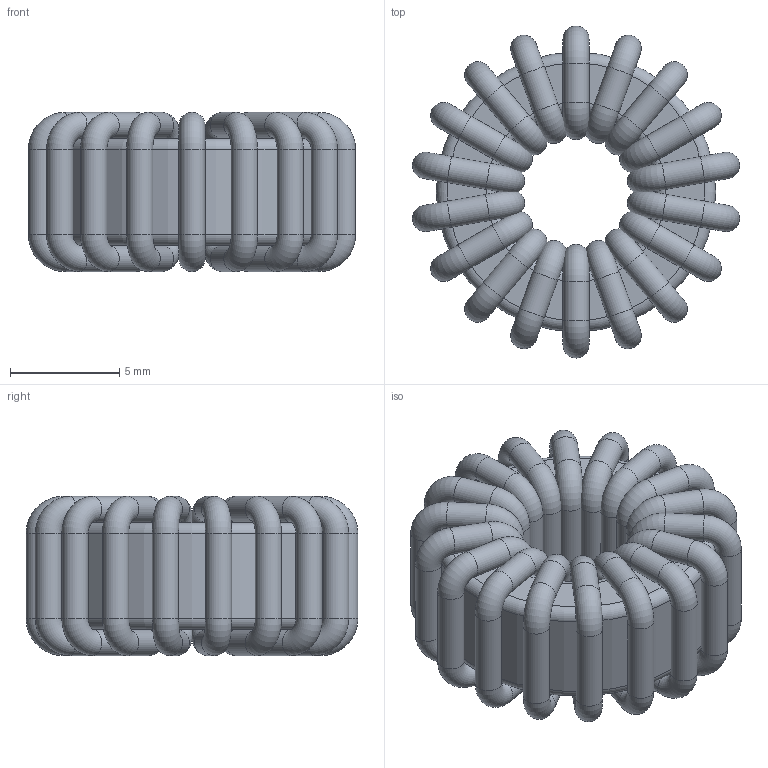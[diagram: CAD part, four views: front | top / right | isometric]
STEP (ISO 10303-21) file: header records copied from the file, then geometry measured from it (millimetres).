
FILE_DESCRIPTION(('FreeCAD Model'),'2;1');
FILE_NAME('Open CASCADE Shape Model','2023-03-24T17:11:37',('Author'),( ''),'Open CASCADE STEP processor 7.6','FreeCAD','Unknown');
FILE_SCHEMA(('AUTOMOTIVE_DESIGN { 1 0 10303 214 1 1 1 1 }'));
Length unit declared in the file: millimetre
Products named in the file (3): FT50_43; Fillet001; Array
Assembly tree (2 placements, depth 2):
  FT50_43
    Fillet001
    Array
Bounding box: 14.99 x 15.2 x 7.3 mm (x, y, z)
Volume: 797.1 mm3; surface area: 1699.4 mm2
Topology: 19 solids, 19 shells, 152 faces, 302 edges, 152 vertices
Faces by surface type: torus 76, cylinder 74, plane 2
Full cylindrical faces by diameter (mm): 1.2 x72, 7.2 x1, 12.8 x1
Entity records: 7798 total; most frequent: CARTESIAN_POINT 1509, DIRECTION 1148, ORIENTED_EDGE 604, PCURVE 604, DEFINITIONAL_REPRESENTATION 604, AXIS2_PLACEMENT_3D 383, LINE 378, VECTOR 378
